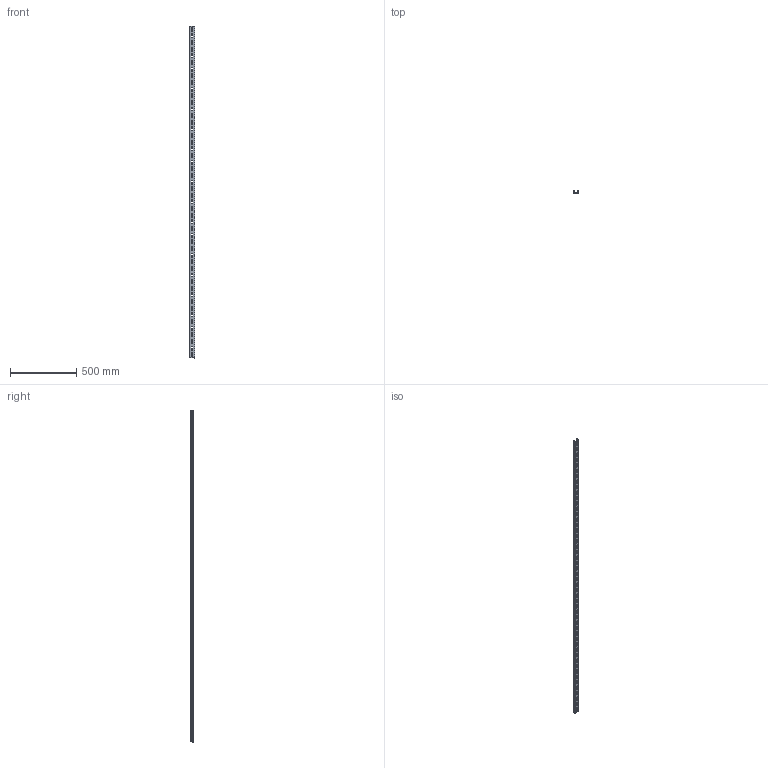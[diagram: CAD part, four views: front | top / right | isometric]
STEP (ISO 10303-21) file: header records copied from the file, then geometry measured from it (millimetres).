
FILE_DESCRIPTION (( 'STEP AP203' ), '1' );
FILE_NAME ('STRUT-镳铘桦黖h21-2500.step', '2022-01-25T09:44:08', ( '' ), ( '' ), 'SwSTEP 2.0', 'SolidWorks 2017', '' );
FILE_SCHEMA (( 'CONFIG_CONTROL_DESIGN' ));
Length unit declared in the file: millimetre
Products named in the file (1): STRUT-镳铘桦黖h21-2500
Bounding box: 41 x 21 x 2500 mm (x, y, z)
Volume: 455846.4 mm3; surface area: 483652.8 mm2
Topology: 1 solids, 1 shells, 1824 faces, 5466 edges, 3644 vertices
Faces by surface type: plane 1718, cylinder 106
Entity records: 60639 total; most frequent: CARTESIAN_POINT 10935, ORIENTED_EDGE 10932, DIRECTION 9328, EDGE_CURVE 5466, LINE 5254, VECTOR 5254, VERTEX_POINT 3644, AXIS2_PLACEMENT_3D 2037
